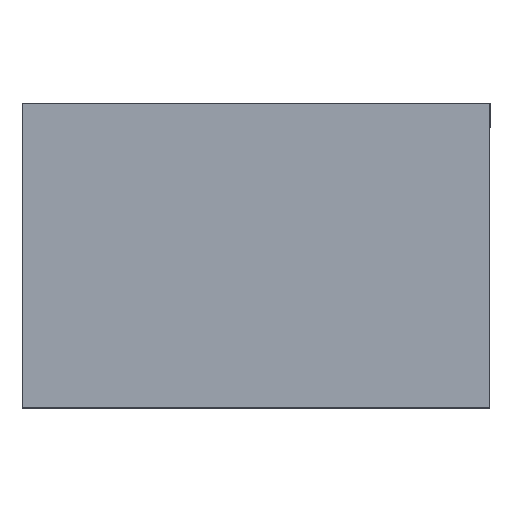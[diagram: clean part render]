
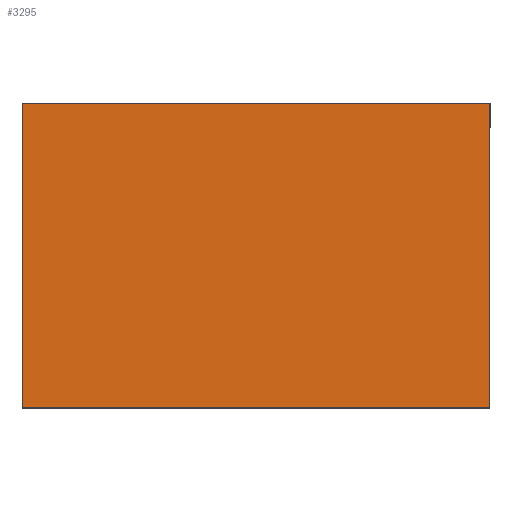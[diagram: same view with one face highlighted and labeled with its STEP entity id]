
A CAD part, top view. The second image highlights one B-rep face of the part: STEP entity #3295.
In plain terms, the highlighted planar face has unit normal (0, 0, 1).
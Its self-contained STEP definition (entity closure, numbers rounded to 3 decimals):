
#44 = VECTOR ( 'NONE', #5082, 1000. ) ;
#114 = VERTEX_POINT ( 'NONE', #5041 ) ;
#520 = EDGE_LOOP ( 'NONE', ( #3712, #1353, #1601, #3419 ) ) ;
#629 = CARTESIAN_POINT ( 'NONE',  ( -0.1, 0.065, 0.2 ) ) ;
#868 = LINE ( 'NONE', #4124, #5632 ) ;
#1246 = DIRECTION ( 'NONE',  ( -1., 0., 0. ) ) ;
#1353 = ORIENTED_EDGE ( 'NONE', *, *, #3705, .F. ) ;
#1417 = VERTEX_POINT ( 'NONE', #2206 ) ;
#1556 = CARTESIAN_POINT ( 'NONE',  ( 0.1, -0.065, 0.2 ) ) ;
#1601 = ORIENTED_EDGE ( 'NONE', *, *, #6004, .F. ) ;
#1657 = DIRECTION ( 'NONE',  ( 0., -1., 0. ) ) ;
#2158 = CARTESIAN_POINT ( 'NONE',  ( 0.1, 0.065, 0.2 ) ) ;
#2206 = CARTESIAN_POINT ( 'NONE',  ( -0.1, -0.065, 0.2 ) ) ;
#2303 = LINE ( 'NONE', #4992, #44 ) ;
#2524 = DIRECTION ( 'NONE',  ( 0., 0., -1. ) ) ;
#3288 = CARTESIAN_POINT ( 'NONE',  ( 0.1, 0.065, 0.2 ) ) ;
#3295 = ADVANCED_FACE ( 'NONE', ( #3891 ), #5404, .F. ) ;
#3419 = ORIENTED_EDGE ( 'NONE', *, *, #3737, .T. ) ;
#3459 = VERTEX_POINT ( 'NONE', #3856 ) ;
#3655 = AXIS2_PLACEMENT_3D ( 'NONE', #2158, #2524, #5307 ) ;
#3705 = EDGE_CURVE ( 'NONE', #4347, #1417, #2303, .T. ) ;
#3712 = ORIENTED_EDGE ( 'NONE', *, *, #5143, .T. ) ;
#3737 = EDGE_CURVE ( 'NONE', #3459, #114, #868, .T. ) ;
#3847 = VECTOR ( 'NONE', #1657, 1000. ) ;
#3856 = CARTESIAN_POINT ( 'NONE',  ( 0.1, 0.065, 0.2 ) ) ;
#3891 = FACE_OUTER_BOUND ( 'NONE', #520, .T. ) ;
#4124 = CARTESIAN_POINT ( 'NONE',  ( 0.1, 0.065, 0.2 ) ) ;
#4142 = DIRECTION ( 'NONE',  ( 0., -1., 0. ) ) ;
#4347 = VERTEX_POINT ( 'NONE', #1556 ) ;
#4637 = LINE ( 'NONE', #3288, #5923 ) ;
#4992 = CARTESIAN_POINT ( 'NONE',  ( 0.1, -0.065, 0.2 ) ) ;
#5041 = CARTESIAN_POINT ( 'NONE',  ( -0.1, 0.065, 0.2 ) ) ;
#5082 = DIRECTION ( 'NONE',  ( -1., 0., 0. ) ) ;
#5143 = EDGE_CURVE ( 'NONE', #114, #1417, #5850, .T. ) ;
#5307 = DIRECTION ( 'NONE',  ( -1., 0., 0. ) ) ;
#5404 = PLANE ( 'NONE',  #3655 ) ;
#5632 = VECTOR ( 'NONE', #1246, 1000. ) ;
#5850 = LINE ( 'NONE', #629, #3847 ) ;
#5923 = VECTOR ( 'NONE', #4142, 1000. ) ;
#6004 = EDGE_CURVE ( 'NONE', #3459, #4347, #4637, .T. ) ;
